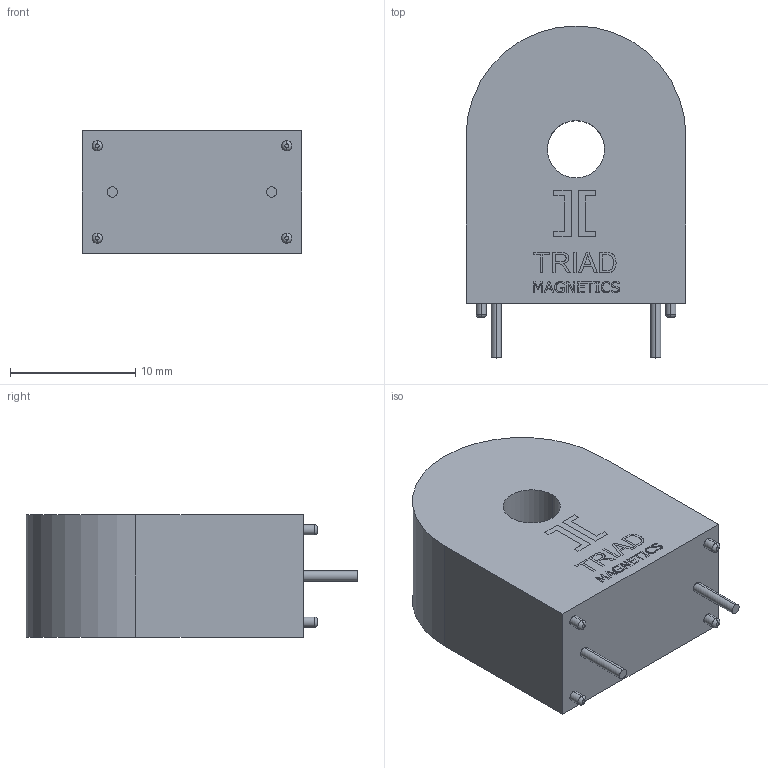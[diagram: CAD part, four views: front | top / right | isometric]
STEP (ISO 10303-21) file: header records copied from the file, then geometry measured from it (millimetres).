
FILE_DESCRIPTION (( 'STEP AP214' ), '1' );
FILE_NAME ('CST306-1A.STEP', '2013-12-09T09:15:49', ( '' ), ( '' ), 'SwSTEP 2.0', 'SolidWorks 2013', '' );
FILE_SCHEMA (( 'AUTOMOTIVE_DESIGN' ));
Length unit declared in the file: inch
Products named in the file (1): CST306-1A
Bounding box: 17.53 x 26.47 x 9.78 mm (x, y, z)
Volume: 3311.2 mm3; surface area: 1550.5 mm2
Topology: 1 solids, 1 shells, 260 faces, 688 edges, 456 vertices
Faces by surface type: plane 177, bspline 60, cylinder 15, torus 8
Entity records: 13658 total; most frequent: CARTESIAN_POINT 4145, ORIENTED_EDGE 1376, DIRECTION 1016, EDGE_CURVE 688, VECTOR 522, LINE 522, VERTEX_POINT 456, EDGE_LOOP 288
